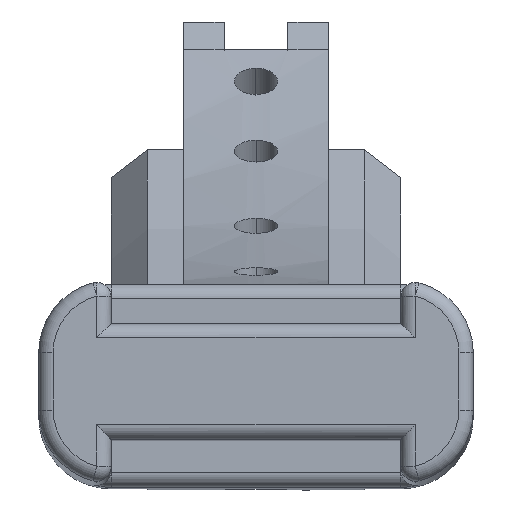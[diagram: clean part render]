
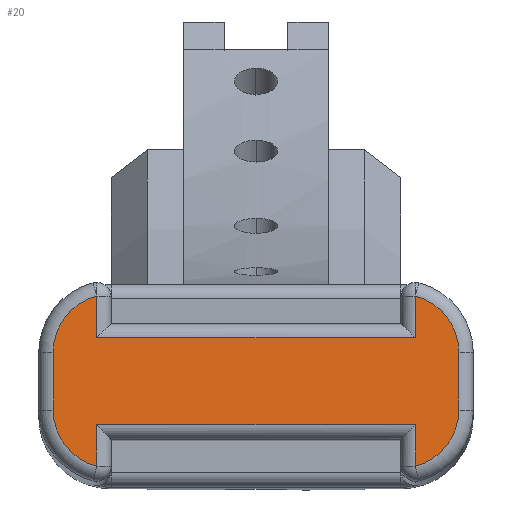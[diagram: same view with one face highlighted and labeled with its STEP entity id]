
A CAD part, left-side view. The second image highlights one B-rep face of the part: STEP entity #20.
In plain terms, the highlighted planar face has unit normal (-0.999, 0, 0.044).
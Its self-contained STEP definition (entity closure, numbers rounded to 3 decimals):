
#20 = ADVANCED_FACE ( 'NONE', ( #1906 ), #3877, .T. ) ;
#74 = AXIS2_PLACEMENT_3D ( 'NONE', #619, #2287, #696 ) ;
#78 = LINE ( 'NONE', #3367, #3767 ) ;
#116 = VERTEX_POINT ( 'NONE', #4035 ) ;
#169 = EDGE_CURVE ( 'NONE', #2527, #416, #78, .T. ) ;
#173 = VECTOR ( 'NONE', #509, 1000. ) ;
#357 = DIRECTION ( 'NONE',  ( 0.044, 0., 0.999 ) ) ;
#400 = LINE ( 'NONE', #2665, #1614 ) ;
#416 = VERTEX_POINT ( 'NONE', #2285 ) ;
#467 = DIRECTION ( 'NONE',  ( -0.044, 0., -0.999 ) ) ;
#492 = CARTESIAN_POINT ( 'NONE',  ( -13.218, 0., -73.493 ) ) ;
#501 = ORIENTED_EDGE ( 'NONE', *, *, #2459, .T. ) ;
#509 = DIRECTION ( 'NONE',  ( 0.044, 0., 0.999 ) ) ;
#619 = CARTESIAN_POINT ( 'NONE',  ( -9.99, 0., 0.436 ) ) ;
#690 = CARTESIAN_POINT ( 'NONE',  ( -13.524, 11., -80.487 ) ) ;
#696 = DIRECTION ( 'NONE',  ( 0.044, 0., 0.999 ) ) ;
#706 = CARTESIAN_POINT ( 'NONE',  ( -13.262, -10., -74.492 ) ) ;
#729 = DIRECTION ( 'NONE',  ( -0.044, 0., -0.999 ) ) ;
#740 = VERTEX_POINT ( 'NONE', #2546 ) ;
#833 = VERTEX_POINT ( 'NONE', #3690 ) ;
#856 = AXIS2_PLACEMENT_3D ( 'NONE', #3911, #3184, #1624 ) ;
#911 = EDGE_CURVE ( 'NONE', #116, #3910, #3453, .T. ) ;
#1032 = CARTESIAN_POINT ( 'NONE',  ( -13.436, 10., -78.489 ) ) ;
#1146 = EDGE_CURVE ( 'NONE', #3910, #740, #3402, .T. ) ;
#1291 = CARTESIAN_POINT ( 'NONE',  ( -13.436, 14., -78.489 ) ) ;
#1390 = DIRECTION ( 'NONE',  ( 0.044, 0., 0.999 ) ) ;
#1408 = EDGE_CURVE ( 'NONE', #3949, #833, #1688, .T. ) ;
#1420 = LINE ( 'NONE', #4026, #173 ) ;
#1421 = EDGE_CURVE ( 'NONE', #740, #1871, #3246, .T. ) ;
#1472 = LINE ( 'NONE', #2784, #2647 ) ;
#1506 = CARTESIAN_POINT ( 'NONE',  ( -13.175, -11., -72.494 ) ) ;
#1561 = EDGE_LOOP ( 'NONE', ( #2876, #1755, #3788, #3306, #3064, #3674, #3878, #3753, #3895, #1608, #2576, #501 ) ) ;
#1608 = ORIENTED_EDGE ( 'NONE', *, *, #2129, .T. ) ;
#1611 = CIRCLE ( 'NONE', #4002, 4. ) ;
#1614 = VECTOR ( 'NONE', #729, 1000. ) ;
#1624 = DIRECTION ( 'NONE',  ( 0.044, 0., 0.999 ) ) ;
#1684 = AXIS2_PLACEMENT_3D ( 'NONE', #1032, #2039, #1390 ) ;
#1688 = CIRCLE ( 'NONE', #856, 4. ) ;
#1755 = ORIENTED_EDGE ( 'NONE', *, *, #169, .T. ) ;
#1757 = DIRECTION ( 'NONE',  ( 0., 1., 0. ) ) ;
#1817 = CIRCLE ( 'NONE', #2015, 4. ) ;
#1871 = VERTEX_POINT ( 'NONE', #3813 ) ;
#1906 = FACE_OUTER_BOUND ( 'NONE', #1561, .T. ) ;
#1991 = VERTEX_POINT ( 'NONE', #1291 ) ;
#1993 = DIRECTION ( 'NONE',  ( -0.999, 0., 0.044 ) ) ;
#2015 = AXIS2_PLACEMENT_3D ( 'NONE', #706, #1993, #357 ) ;
#2026 = EDGE_CURVE ( 'NONE', #3811, #1991, #1472, .T. ) ;
#2039 = DIRECTION ( 'NONE',  ( -0.999, 0., 0.044 ) ) ;
#2129 = EDGE_CURVE ( 'NONE', #1871, #3811, #1611, .T. ) ;
#2145 = CARTESIAN_POINT ( 'NONE',  ( -13.262, 10., -74.492 ) ) ;
#2213 = DIRECTION ( 'NONE',  ( -0.999, 0., 0.044 ) ) ;
#2278 = CARTESIAN_POINT ( 'NONE',  ( -13.262, 14., -74.492 ) ) ;
#2285 = CARTESIAN_POINT ( 'NONE',  ( -13.48, -11., -79.488 ) ) ;
#2287 = DIRECTION ( 'NONE',  ( -0.999, 0., 0.044 ) ) ;
#2298 = CARTESIAN_POINT ( 'NONE',  ( -13.605, 11., -82.358 ) ) ;
#2455 = EDGE_CURVE ( 'NONE', #416, #3949, #400, .T. ) ;
#2459 = EDGE_CURVE ( 'NONE', #1991, #2747, #3255, .T. ) ;
#2527 = VERTEX_POINT ( 'NONE', #3569 ) ;
#2546 = CARTESIAN_POINT ( 'NONE',  ( -13.218, 11., -73.493 ) ) ;
#2576 = ORIENTED_EDGE ( 'NONE', *, *, #2026, .T. ) ;
#2598 = DIRECTION ( 'NONE',  ( 0.044, 0., 0.999 ) ) ;
#2647 = VECTOR ( 'NONE', #467, 1000. ) ;
#2664 = LINE ( 'NONE', #690, #3658 ) ;
#2665 = CARTESIAN_POINT ( 'NONE',  ( -13.605, -11., -82.358 ) ) ;
#2747 = VERTEX_POINT ( 'NONE', #2298 ) ;
#2784 = CARTESIAN_POINT ( 'NONE',  ( -13.436, 14., -78.489 ) ) ;
#2817 = DIRECTION ( 'NONE',  ( -0.044, 0., -0.999 ) ) ;
#2876 = ORIENTED_EDGE ( 'NONE', *, *, #3359, .T. ) ;
#2937 = CARTESIAN_POINT ( 'NONE',  ( -13.093, 11., -70.623 ) ) ;
#2938 = VECTOR ( 'NONE', #1757, 1000. ) ;
#3064 = ORIENTED_EDGE ( 'NONE', *, *, #3574, .T. ) ;
#3142 = CARTESIAN_POINT ( 'NONE',  ( -13.262, -14., -74.492 ) ) ;
#3184 = DIRECTION ( 'NONE',  ( -0.999, 0., 0.044 ) ) ;
#3196 = EDGE_CURVE ( 'NONE', #3666, #116, #1817, .T. ) ;
#3246 = LINE ( 'NONE', #2937, #3538 ) ;
#3255 = CIRCLE ( 'NONE', #1684, 4. ) ;
#3261 = DIRECTION ( 'NONE',  ( 0.044, 0., 0.999 ) ) ;
#3306 = ORIENTED_EDGE ( 'NONE', *, *, #1408, .T. ) ;
#3359 = EDGE_CURVE ( 'NONE', #2747, #2527, #2664, .T. ) ;
#3367 = CARTESIAN_POINT ( 'NONE',  ( -13.48, 0., -79.488 ) ) ;
#3402 = LINE ( 'NONE', #492, #2938 ) ;
#3453 = LINE ( 'NONE', #1506, #3943 ) ;
#3511 = DIRECTION ( 'NONE',  ( 0.044, 0., 0.999 ) ) ;
#3538 = VECTOR ( 'NONE', #2598, 1000. ) ;
#3569 = CARTESIAN_POINT ( 'NONE',  ( -13.48, 11., -79.488 ) ) ;
#3574 = EDGE_CURVE ( 'NONE', #833, #3666, #1420, .T. ) ;
#3658 = VECTOR ( 'NONE', #3261, 1000. ) ;
#3666 = VERTEX_POINT ( 'NONE', #3142 ) ;
#3674 = ORIENTED_EDGE ( 'NONE', *, *, #3196, .T. ) ;
#3690 = CARTESIAN_POINT ( 'NONE',  ( -13.436, -14., -78.489 ) ) ;
#3753 = ORIENTED_EDGE ( 'NONE', *, *, #1146, .T. ) ;
#3764 = CARTESIAN_POINT ( 'NONE',  ( -13.218, -11., -73.493 ) ) ;
#3767 = VECTOR ( 'NONE', #4056, 1000. ) ;
#3788 = ORIENTED_EDGE ( 'NONE', *, *, #2455, .T. ) ;
#3811 = VERTEX_POINT ( 'NONE', #2278 ) ;
#3813 = CARTESIAN_POINT ( 'NONE',  ( -13.093, 11., -70.623 ) ) ;
#3877 = PLANE ( 'NONE',  #74 ) ;
#3878 = ORIENTED_EDGE ( 'NONE', *, *, #911, .T. ) ;
#3895 = ORIENTED_EDGE ( 'NONE', *, *, #1421, .T. ) ;
#3910 = VERTEX_POINT ( 'NONE', #3764 ) ;
#3911 = CARTESIAN_POINT ( 'NONE',  ( -13.436, -10., -78.489 ) ) ;
#3943 = VECTOR ( 'NONE', #2817, 1000. ) ;
#3949 = VERTEX_POINT ( 'NONE', #4088 ) ;
#4002 = AXIS2_PLACEMENT_3D ( 'NONE', #2145, #2213, #3511 ) ;
#4026 = CARTESIAN_POINT ( 'NONE',  ( -13.262, -14., -74.492 ) ) ;
#4035 = CARTESIAN_POINT ( 'NONE',  ( -13.093, -11., -70.623 ) ) ;
#4056 = DIRECTION ( 'NONE',  ( 0., -1., 0. ) ) ;
#4088 = CARTESIAN_POINT ( 'NONE',  ( -13.605, -11., -82.358 ) ) ;
